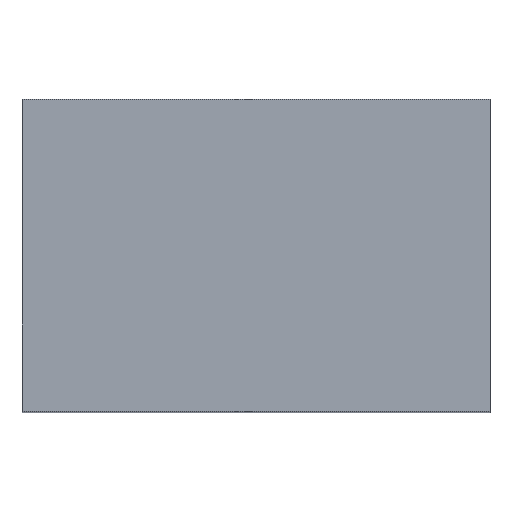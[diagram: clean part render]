
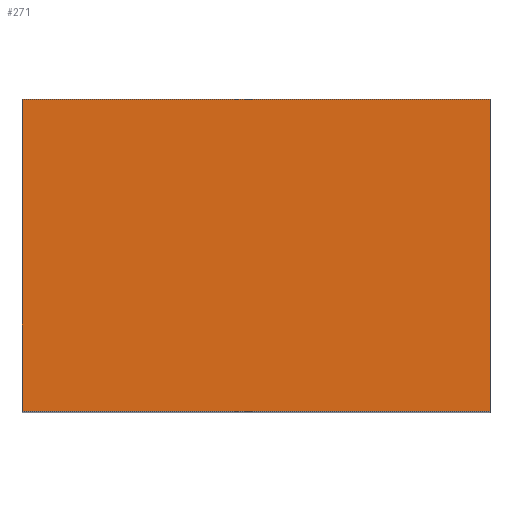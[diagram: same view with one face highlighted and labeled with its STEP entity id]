
A CAD part, top view. The second image highlights one B-rep face of the part: STEP entity #271.
In plain terms, the highlighted planar face has unit normal (0, 0, 1).
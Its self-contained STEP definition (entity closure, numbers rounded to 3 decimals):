
#29=PLANE($,#304);
#45=FACE_OUTER_BOUND($,#63,.T.);
#63=EDGE_LOOP($,(#242,#243,#244,#245));
#84=LINE($,#440,#106);
#90=LINE($,#454,#112);
#92=LINE($,#458,#114);
#93=LINE($,#460,#115);
#106=VECTOR($,#353,15.);
#112=VECTOR($,#367,15.);
#114=VECTOR($,#373,10.);
#115=VECTOR($,#376,10.);
#142=VERTEX_POINT($,#437);
#143=VERTEX_POINT($,#439);
#146=VERTEX_POINT($,#451);
#147=VERTEX_POINT($,#453);
#170=EDGE_CURVE($,#143,#142,#84,.T.);
#178=EDGE_CURVE($,#147,#146,#90,.T.);
#180=EDGE_CURVE($,#142,#147,#92,.T.);
#181=EDGE_CURVE($,#146,#143,#93,.T.);
#242=ORIENTED_EDGE($,*,*,#178,.T.);
#243=ORIENTED_EDGE($,*,*,#181,.T.);
#244=ORIENTED_EDGE($,*,*,#170,.T.);
#245=ORIENTED_EDGE($,*,*,#180,.T.);
#271=ADVANCED_FACE($,(#45),#29,.T.);
#304=AXIS2_PLACEMENT_3D($,#461,#377,#378);
#353=DIRECTION($,(1.,0.,0.));
#367=DIRECTION($,(-1.,0.,0.));
#373=DIRECTION($,(0.,1.,0.));
#376=DIRECTION($,(0.,-1.,0.));
#377=DIRECTION('center_axis',(0.,0.,1.));
#378=DIRECTION('ref_axis',(1.,0.,0.));
#437=CARTESIAN_POINT('',(7.5,-5.,26.5));
#439=CARTESIAN_POINT('',(-7.5,-5.,26.5));
#440=CARTESIAN_POINT($,(7.5,-5.,26.5));
#451=CARTESIAN_POINT('',(-7.5,5.,26.5));
#453=CARTESIAN_POINT('',(7.5,5.,26.5));
#454=CARTESIAN_POINT($,(-7.5,5.,26.5));
#458=CARTESIAN_POINT($,(7.5,5.,26.5));
#460=CARTESIAN_POINT($,(-7.5,-5.,26.5));
#461=CARTESIAN_POINT('Origin',(0.,0.,26.5));
